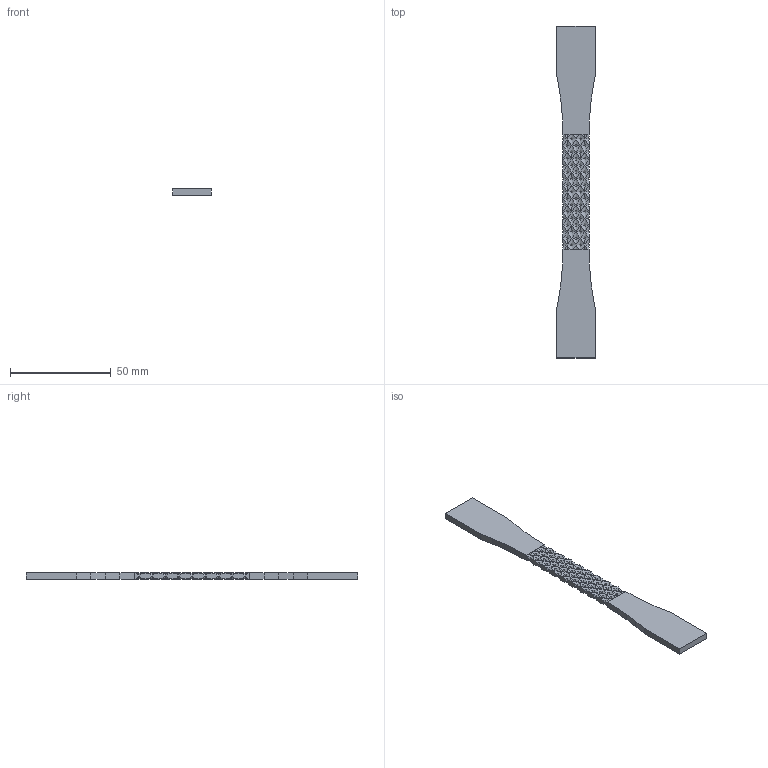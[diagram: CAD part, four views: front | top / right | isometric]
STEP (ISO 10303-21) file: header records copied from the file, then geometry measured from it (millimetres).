
FILE_DESCRIPTION(('FreeCAD Model'),'2;1');
FILE_NAME('Open CASCADE Shape Model','2021-08-03T21:55:42',('FreeCAD'),( 'FreeCAD'),'Open CASCADE STEP processor 7.5','FreeCAD','Unknown');
FILE_SCHEMA(('AUTOMOTIVE_DESIGN { 1 0 10303 214 1 1 1 1 }'));
Products named in the file (1): Open CASCADE STEP translator 7.5 16
Bounding box: 19 x 165 x 3.2 mm (x, y, z)
Volume: 7747 mm3; surface area: 6562.5 mm2
Topology: 1 solids, 1 shells, 986 faces, 2052 edges, 984 vertices
Faces by surface type: plane 986
Entity records: 48898 total; most frequent: CARTESIAN_POINT 10143, DIRECTION 6114, LINE 4140, VECTOR 4140, ORIENTED_EDGE 4104, PCURVE 4104, DEFINITIONAL_REPRESENTATION 4104, EDGE_CURVE 2052
